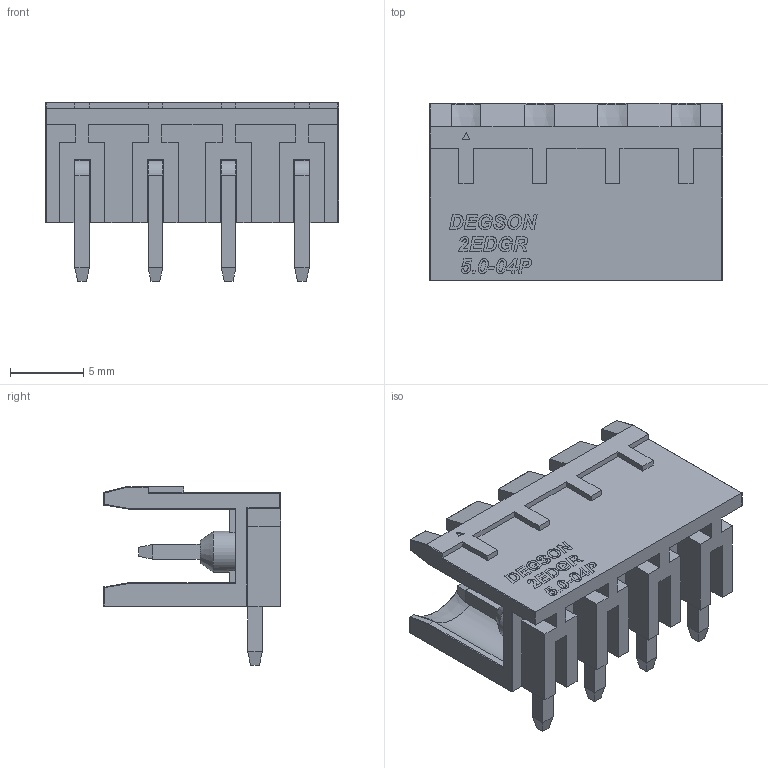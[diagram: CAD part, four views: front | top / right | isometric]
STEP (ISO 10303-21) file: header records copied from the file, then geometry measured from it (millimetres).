
FILE_DESCRIPTION (( 'STEP AP214' ), '1' );
FILE_NAME ('2EDGR-5.0-04P-14-00AH.STEP', '2021-02-12T18:59:59', ( '' ), ( '' ), 'SwSTEP 2.0', 'SolidWorks 2020', '' );
FILE_SCHEMA (( 'AUTOMOTIVE_DESIGN' ));
Length unit declared in the file: millimetre
Products named in the file (1): 2EDGR-5.0-04P-14-00AH
Bounding box: 20 x 12.1 x 12.2 mm (x, y, z)
Volume: 814.6 mm3; surface area: 1714.1 mm2
Topology: 1 solids, 1 shells, 587 faces, 1544 edges, 984 vertices
Faces by surface type: plane 371, bspline 129, cylinder 61, cone 12, torus 8, sphere 6
Entity records: 28107 total; most frequent: CARTESIAN_POINT 10907, ORIENTED_EDGE 3076, DIRECTION 2258, EDGE_CURVE 1538, LINE 1132, VECTOR 1132, VERTEX_POINT 984, EDGE_LOOP 618
